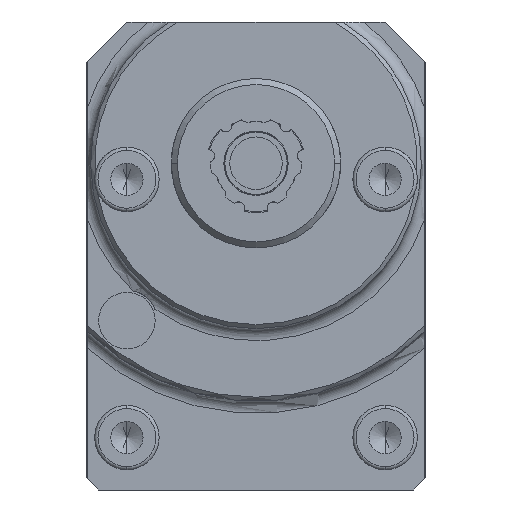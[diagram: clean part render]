
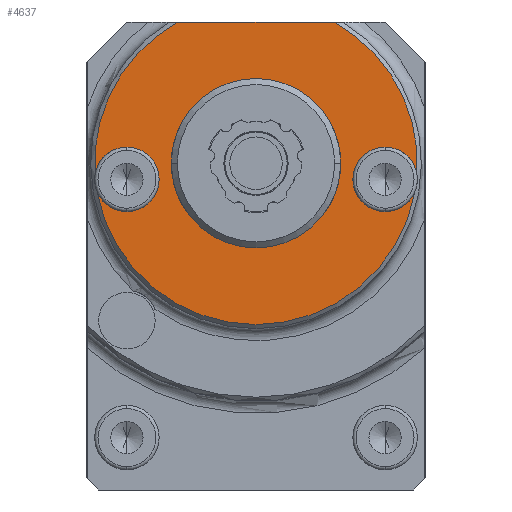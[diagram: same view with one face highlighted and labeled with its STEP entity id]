
A CAD part, left-side view. The second image highlights one B-rep face of the part: STEP entity #4637.
In plain terms, the highlighted planar face has unit normal (-1, 0, 0).
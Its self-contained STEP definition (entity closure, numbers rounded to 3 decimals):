
#831=CARTESIAN_POINT('',(-83.5,0.,36.));
#832=DIRECTION('',(-1.,0.,0.));
#833=DIRECTION('',(0.,-0.998,-0.069));
#834=AXIS2_PLACEMENT_3D('',#831,#832,#833);
#841=CARTESIAN_POINT('',(-83.5,0.,36.));
#842=DIRECTION('',(-1.,0.,0.));
#843=DIRECTION('',(0.,0.484,0.875));
#844=AXIS2_PLACEMENT_3D('',#841,#842,#843);
#851=CARTESIAN_POINT('',(-83.5,0.,36.));
#852=DIRECTION('',(-1.,0.,0.));
#853=DIRECTION('',(0.,0.984,-0.179));
#854=AXIS2_PLACEMENT_3D('',#851,#852,#853);
#861=CARTESIAN_POINT('',(-83.5,-32.,32.));
#862=DIRECTION('',(1.,0.,0.));
#863=DIRECTION('',(0.,0.,1.));
#864=AXIS2_PLACEMENT_3D('',#861,#862,#863);
#866=CARTESIAN_POINT('',(-83.5,-32.,32.));
#867=DIRECTION('',(1.,0.,0.));
#868=DIRECTION('',(0.,0.,-1.));
#869=AXIS2_PLACEMENT_3D('',#866,#867,#868);
#871=CARTESIAN_POINT('',(-83.5,-32.,32.));
#872=DIRECTION('',(1.,0.,0.));
#873=DIRECTION('',(0.,-0.92,-0.393));
#874=AXIS2_PLACEMENT_3D('',#871,#872,#873);
#876=CARTESIAN_POINT('',(-83.5,32.,32.));
#877=DIRECTION('',(1.,0.,0.));
#878=DIRECTION('',(0.,0.,-1.));
#879=AXIS2_PLACEMENT_3D('',#876,#877,#878);
#881=CARTESIAN_POINT('',(-83.5,32.,32.));
#882=DIRECTION('',(1.,0.,0.));
#883=DIRECTION('',(0.,0.,1.));
#884=AXIS2_PLACEMENT_3D('',#881,#882,#883);
#886=CARTESIAN_POINT('',(-83.5,32.,32.));
#887=DIRECTION('',(1.,0.,0.));
#888=DIRECTION('',(0.,0.988,0.154));
#889=AXIS2_PLACEMENT_3D('',#886,#887,#888);
#891=DIRECTION('',(0.,-1.,0.));
#892=VECTOR('',#891,38.73);
#893=CARTESIAN_POINT('',(-83.5,19.365,71.));
#894=LINE('',#893,#892);
#895=CARTESIAN_POINT('',(-83.5,0.,36.));
#896=DIRECTION('',(1.,0.,0.));
#897=DIRECTION('',(0.,-1.,0.));
#898=AXIS2_PLACEMENT_3D('',#895,#896,#897);
#900=CARTESIAN_POINT('',(-83.5,0.,36.));
#901=DIRECTION('',(1.,0.,0.));
#902=DIRECTION('',(0.,1.,0.));
#903=AXIS2_PLACEMENT_3D('',#900,#901,#902);
#3170=CARTESIAN_POINT('',(-83.5,19.365,71.));
#3171=CARTESIAN_POINT('',(-83.5,-19.365,71.));
#3172=VERTEX_POINT('',#3170);
#3173=VERTEX_POINT('',#3171);
#3262=CARTESIAN_POINT('',(-83.5,-21.,36.));
#3263=CARTESIAN_POINT('',(-83.5,21.,36.));
#3264=VERTEX_POINT('',#3262);
#3265=VERTEX_POINT('',#3263);
#3376=CARTESIAN_POINT('',(-83.5,32.,40.));
#3377=CARTESIAN_POINT('',(-83.5,32.,24.));
#3378=VERTEX_POINT('',#3376);
#3379=VERTEX_POINT('',#3377);
#3380=CARTESIAN_POINT('',(-83.5,39.357,28.858));
#3381=VERTEX_POINT('',#3380);
#3382=CARTESIAN_POINT('',(-83.5,39.904,33.234));
#3383=VERTEX_POINT('',#3382);
#3410=CARTESIAN_POINT('',(-83.5,-32.,40.));
#3411=CARTESIAN_POINT('',(-83.5,-39.904,33.234));
#3412=VERTEX_POINT('',#3410);
#3413=VERTEX_POINT('',#3411);
#3414=CARTESIAN_POINT('',(-83.5,-39.357,28.858));
#3415=CARTESIAN_POINT('',(-83.5,-32.,24.));
#3416=VERTEX_POINT('',#3414);
#3417=VERTEX_POINT('',#3415);
#4610=CARTESIAN_POINT('',(-83.5,0.,0.));
#4611=DIRECTION('',(1.,0.,0.));
#4612=DIRECTION('',(0.,1.,0.));
#4613=AXIS2_PLACEMENT_3D('',#4610,#4611,#4612);
#4614=PLANE('',#4613);
#4615=ORIENTED_EDGE('',*,*,#4596,.F.);
#4617=ORIENTED_EDGE('',*,*,#4616,.F.);
#4618=ORIENTED_EDGE('',*,*,#4599,.F.);
#4619=ORIENTED_EDGE('',*,*,#4575,.F.);
#4621=ORIENTED_EDGE('',*,*,#4620,.F.);
#4623=ORIENTED_EDGE('',*,*,#4622,.F.);
#4625=ORIENTED_EDGE('',*,*,#4624,.F.);
#4626=ORIENTED_EDGE('',*,*,#4571,.F.);
#4627=ORIENTED_EDGE('',*,*,#4533,.T.);
#4628=ORIENTED_EDGE('',*,*,#4566,.F.);
#4629=EDGE_LOOP('',(#4615,#4617,#4618,#4619,#4621,#4623,#4625,#4626,#4627,
#4628));
#4630=FACE_OUTER_BOUND('',#4629,.F.);
#4632=ORIENTED_EDGE('',*,*,#4631,.F.);
#4634=ORIENTED_EDGE('',*,*,#4633,.F.);
#4635=EDGE_LOOP('',(#4632,#4634));
#4636=FACE_BOUND('',#4635,.F.);
#4637=ADVANCED_FACE('',(#4630,#4636),#4614,.F.);
#835=CIRCLE('',#834,40.);
#845=CIRCLE('',#844,40.);
#855=CIRCLE('',#854,40.);
#865=CIRCLE('',#864,8.);
#870=CIRCLE('',#869,8.);
#875=CIRCLE('',#874,8.);
#880=CIRCLE('',#879,8.);
#885=CIRCLE('',#884,8.);
#890=CIRCLE('',#889,8.);
#899=CIRCLE('',#898,21.);
#904=CIRCLE('',#903,21.);
#4533=EDGE_CURVE('',#3172,#3173,#894,.T.);
#4566=EDGE_CURVE('',#3413,#3173,#835,.T.);
#4571=EDGE_CURVE('',#3172,#3383,#845,.T.);
#4575=EDGE_CURVE('',#3381,#3416,#855,.T.);
#4596=EDGE_CURVE('',#3412,#3413,#865,.T.);
#4599=EDGE_CURVE('',#3416,#3417,#875,.T.);
#4616=EDGE_CURVE('',#3417,#3412,#870,.T.);
#4620=EDGE_CURVE('',#3379,#3381,#880,.T.);
#4622=EDGE_CURVE('',#3378,#3379,#885,.T.);
#4624=EDGE_CURVE('',#3383,#3378,#890,.T.);
#4631=EDGE_CURVE('',#3264,#3265,#899,.T.);
#4633=EDGE_CURVE('',#3265,#3264,#904,.T.);
